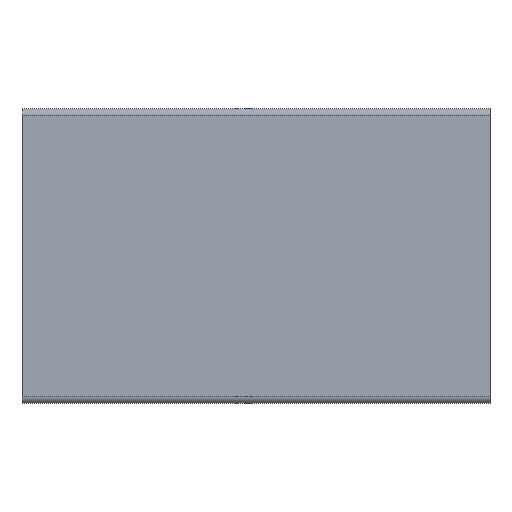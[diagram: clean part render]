
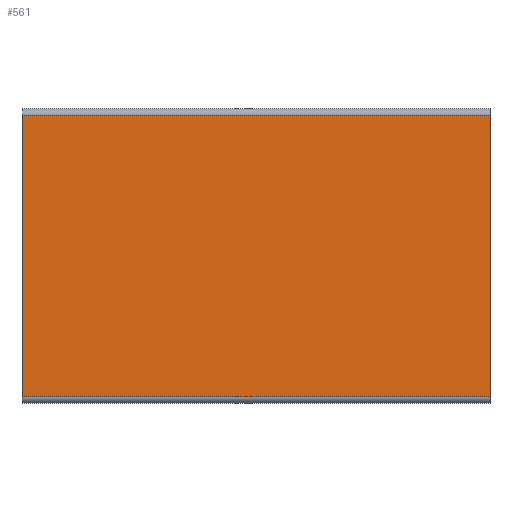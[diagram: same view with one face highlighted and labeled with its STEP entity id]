
A CAD part, front view. The second image highlights one B-rep face of the part: STEP entity #561.
In plain terms, the highlighted planar face has unit normal (0, -1, 0).
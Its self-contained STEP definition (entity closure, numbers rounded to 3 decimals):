
#56=FACE_OUTER_BOUND('',#86,.T.);
#86=EDGE_LOOP('',(#450,#451,#452,#453));
#142=LINE('',#865,#206);
#147=LINE('',#877,#211);
#153=LINE('',#897,#217);
#155=LINE('',#902,#219);
#206=VECTOR('',#711,10.);
#211=VECTOR('',#722,10.);
#217=VECTOR('',#742,10.);
#219=VECTOR('',#748,10.);
#255=VERTEX_POINT('',#862);
#256=VERTEX_POINT('',#864);
#260=VERTEX_POINT('',#876);
#267=VERTEX_POINT('',#896);
#319=EDGE_CURVE('',#255,#256,#142,.T.);
#325=EDGE_CURVE('',#260,#256,#147,.T.);
#335=EDGE_CURVE('',#260,#267,#153,.T.);
#338=EDGE_CURVE('',#255,#267,#155,.T.);
#450=ORIENTED_EDGE('',*,*,#319,.F.);
#451=ORIENTED_EDGE('',*,*,#338,.T.);
#452=ORIENTED_EDGE('',*,*,#335,.F.);
#453=ORIENTED_EDGE('',*,*,#325,.T.);
#509=PLANE('',#612);
#561=ADVANCED_FACE('',(#56),#509,.F.);
#612=AXIS2_PLACEMENT_3D('',#901,#746,#747);
#711=DIRECTION('',(-1.,0.,0.));
#722=DIRECTION('',(0.,0.,-1.));
#742=DIRECTION('',(1.,0.,0.));
#746=DIRECTION('center_axis',(0.,1.,0.));
#747=DIRECTION('ref_axis',(1.,0.,0.));
#748=DIRECTION('',(0.,0.,1.));
#862=CARTESIAN_POINT('',(76.4,0.,1.));
#864=CARTESIAN_POINT('',(0.,0.,1.));
#865=CARTESIAN_POINT('',(57.3,0.,1.));
#876=CARTESIAN_POINT('',(0.,0.,47.));
#877=CARTESIAN_POINT('',(0.,0.,48.));
#896=CARTESIAN_POINT('',(76.4,0.,47.));
#897=CARTESIAN_POINT('',(19.1,0.,47.));
#901=CARTESIAN_POINT('Origin',(38.2,0.,24.));
#902=CARTESIAN_POINT('',(76.4,0.,0.));
